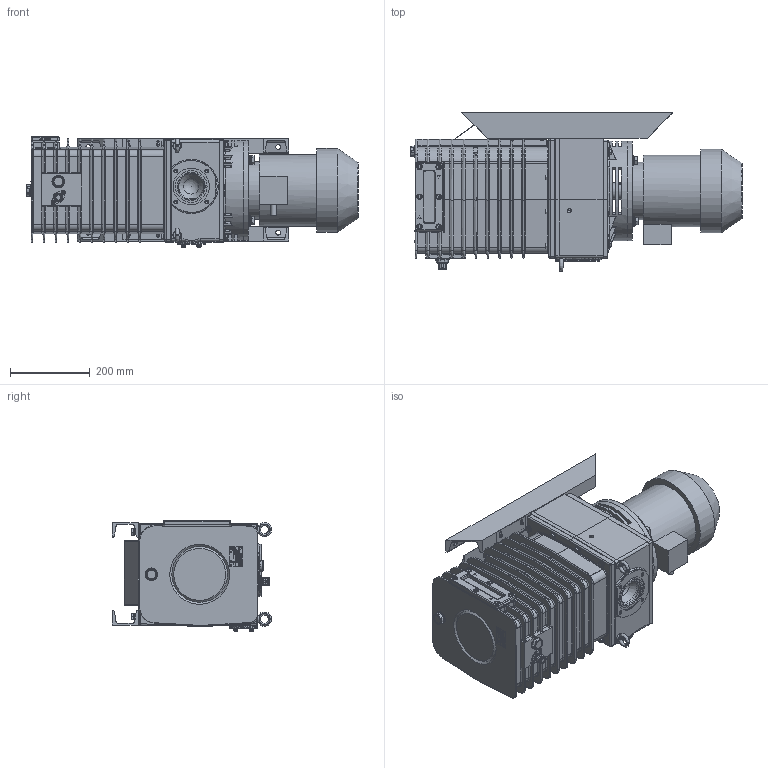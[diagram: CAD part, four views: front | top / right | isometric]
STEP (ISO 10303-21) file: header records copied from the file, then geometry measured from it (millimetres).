
FILE_DESCRIPTION(('STEP AP203'), '1');
FILE_NAME('90ä', '2023-06-29T08:36:09', ('vacma'), (''), 'C3D Converter', 'C3D Toolkit', '');
FILE_SCHEMA(('CONFIG_CONTROL_DESIGN'));
Length unit declared in the file: millimetre
Bounding box: 832 x 399.33 x 276.14 mm (x, y, z)
Surface area: 2273781.5 mm2 (no closed solid volume)
Topology: 0 solids, 1425 shells, 1435 faces, 12414 edges, 12264 vertices
Faces by surface type: plane 556, cylinder 511, torus 172, sphere 78, bspline 68, cone 50
Full cylindrical faces by diameter (mm): 6.8 x4, 9 x4, 10 x9, 11 x4, 12 x4, 13.7 x1, 14 x7, 16 x10, 20 x1, 22 x6, 24 x4, 27 x2, 30 x1, 42 x1, 66 x1, 70 x3, 91.2 x1, 92 x1, 144 x1, 180 x2, 210 x2, 236 x1, 250 x2
Entity records: 261541 total; most frequent: CARTESIAN_POINT 175799, DIRECTION 16200, ORIENTED_EDGE 12274, EDGE_CURVE 12263, VERTEX_POINT 12252, LINE 8138, VECTOR 8138, AXIS2_PLACEMENT_3D 4031
